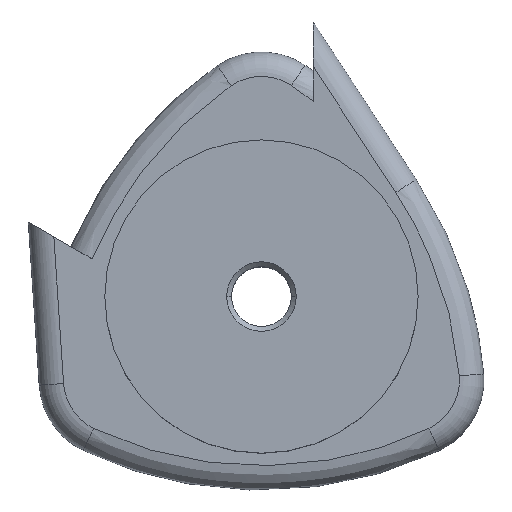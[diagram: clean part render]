
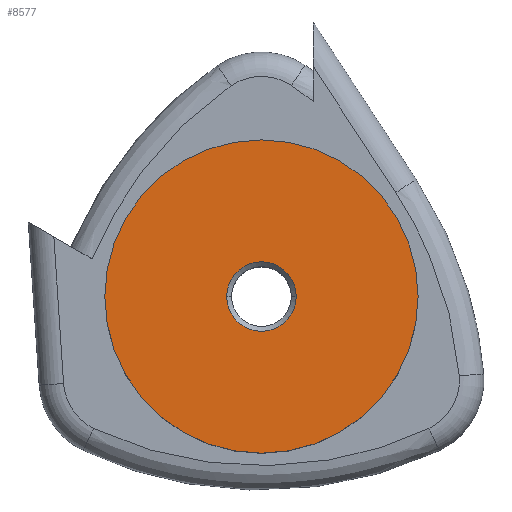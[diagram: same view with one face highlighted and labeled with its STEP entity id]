
A CAD part, top view. The second image highlights one B-rep face of the part: STEP entity #8577.
In plain terms, the highlighted planar face has unit normal (0, 0, 1).
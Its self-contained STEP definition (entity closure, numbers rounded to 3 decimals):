
#381 = CIRCLE ( 'NONE', #3707, 16. ) ;
#961 = EDGE_LOOP ( 'NONE', ( #1865, #3612 ) ) ;
#1255 = PLANE ( 'NONE',  #6217 ) ;
#1292 = CARTESIAN_POINT ( 'NONE',  ( 0., 0., 15. ) ) ;
#1367 = CIRCLE ( 'NONE', #2128, 16. ) ;
#1443 = DIRECTION ( 'NONE',  ( 1., 0., 0. ) ) ;
#1472 = VERTEX_POINT ( 'NONE', #3593 ) ;
#1524 = ORIENTED_EDGE ( 'NONE', *, *, #7042, .T. ) ;
#1865 = ORIENTED_EDGE ( 'NONE', *, *, #6832, .T. ) ;
#2012 = CARTESIAN_POINT ( 'NONE',  ( 0., 0., 15. ) ) ;
#2022 = DIRECTION ( 'NONE',  ( 0., 0., 1. ) ) ;
#2128 = AXIS2_PLACEMENT_3D ( 'NONE', #3397, #2022, #4950 ) ;
#2161 = DIRECTION ( 'NONE',  ( 0., 0., 1. ) ) ;
#2273 = AXIS2_PLACEMENT_3D ( 'NONE', #1292, #3467, #6943 ) ;
#2341 = CARTESIAN_POINT ( 'NONE',  ( -16., 0., 15. ) ) ;
#3397 = CARTESIAN_POINT ( 'NONE',  ( 0., 0., 15. ) ) ;
#3467 = DIRECTION ( 'NONE',  ( 0., 0., -1. ) ) ;
#3542 = CARTESIAN_POINT ( 'NONE',  ( 3.55, 0., 15. ) ) ;
#3593 = CARTESIAN_POINT ( 'NONE',  ( 16., 0., 15. ) ) ;
#3612 = ORIENTED_EDGE ( 'NONE', *, *, #8862, .T. ) ;
#3707 = AXIS2_PLACEMENT_3D ( 'NONE', #8650, #2161, #1443 ) ;
#4042 = DIRECTION ( 'NONE',  ( 1., 0., 0. ) ) ;
#4722 = CARTESIAN_POINT ( 'NONE',  ( -3.55, 0., 15. ) ) ;
#4850 = FACE_BOUND ( 'NONE', #961, .T. ) ;
#4929 = EDGE_LOOP ( 'NONE', ( #1524, #9058 ) ) ;
#4950 = DIRECTION ( 'NONE',  ( 1., 0., 0. ) ) ;
#5227 = DIRECTION ( 'NONE',  ( 0., 0., 1. ) ) ;
#5464 = CARTESIAN_POINT ( 'NONE',  ( 0., 0., 15. ) ) ;
#5488 = EDGE_CURVE ( 'NONE', #8669, #1472, #381, .T. ) ;
#5759 = CIRCLE ( 'NONE', #8330, 3.55 ) ;
#6217 = AXIS2_PLACEMENT_3D ( 'NONE', #2012, #5227, #8790 ) ;
#6410 = VERTEX_POINT ( 'NONE', #4722 ) ;
#6832 = EDGE_CURVE ( 'NONE', #8154, #6410, #5759, .T. ) ;
#6943 = DIRECTION ( 'NONE',  ( 1., 0., 0. ) ) ;
#7042 = EDGE_CURVE ( 'NONE', #1472, #8669, #1367, .T. ) ;
#7643 = DIRECTION ( 'NONE',  ( 0., 0., -1. ) ) ;
#7739 = FACE_OUTER_BOUND ( 'NONE', #4929, .T. ) ;
#8154 = VERTEX_POINT ( 'NONE', #3542 ) ;
#8166 = CIRCLE ( 'NONE', #2273, 3.55 ) ;
#8330 = AXIS2_PLACEMENT_3D ( 'NONE', #5464, #7643, #4042 ) ;
#8577 = ADVANCED_FACE ( 'NONE', ( #4850, #7739 ), #1255, .T. ) ;
#8650 = CARTESIAN_POINT ( 'NONE',  ( 0., 0., 15. ) ) ;
#8669 = VERTEX_POINT ( 'NONE', #2341 ) ;
#8790 = DIRECTION ( 'NONE',  ( 1., 0., 0. ) ) ;
#8862 = EDGE_CURVE ( 'NONE', #6410, #8154, #8166, .T. ) ;
#9058 = ORIENTED_EDGE ( 'NONE', *, *, #5488, .T. ) ;
